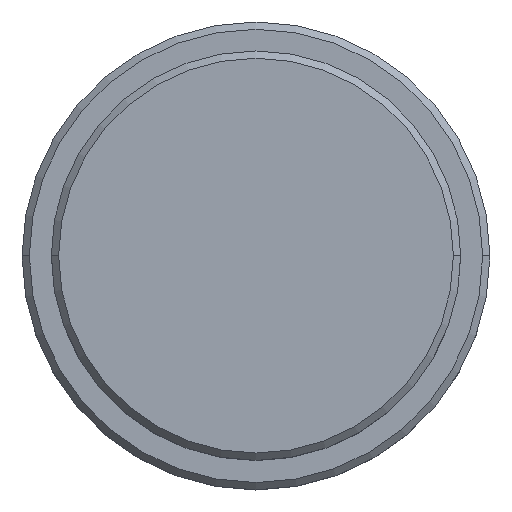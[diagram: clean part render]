
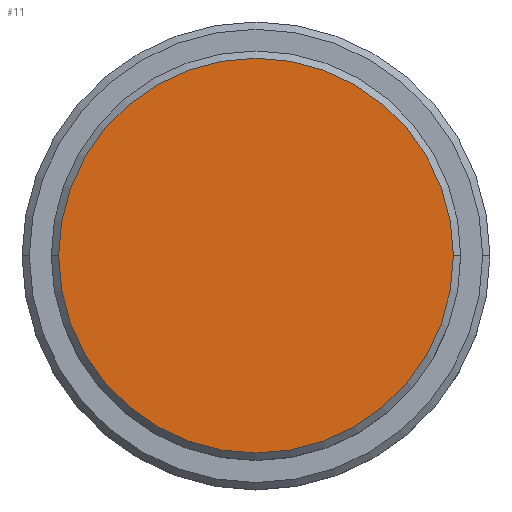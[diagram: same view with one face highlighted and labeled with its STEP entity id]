
A CAD part, top view. The second image highlights one B-rep face of the part: STEP entity #11.
In plain terms, the highlighted planar face has unit normal (0, 0, 1).
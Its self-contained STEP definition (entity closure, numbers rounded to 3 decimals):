
#11 = ADVANCED_FACE ( 'NONE', ( #354 ), #1247, .T. ) ;
#168 = AXIS2_PLACEMENT_3D ( 'NONE', #363, #803, #557 ) ;
#212 = CARTESIAN_POINT ( 'NONE',  ( -13.5, 0., 0. ) ) ;
#245 = DIRECTION ( 'NONE',  ( 1., 0., 0. ) ) ;
#352 = EDGE_LOOP ( 'NONE', ( #1182, #421 ) ) ;
#354 = FACE_OUTER_BOUND ( 'NONE', #352, .T. ) ;
#363 = CARTESIAN_POINT ( 'NONE',  ( 0., 0., 0. ) ) ;
#378 = CARTESIAN_POINT ( 'NONE',  ( 0., 0., 0. ) ) ;
#403 = EDGE_CURVE ( 'NONE', #1369, #747, #850, .T. ) ;
#413 = AXIS2_PLACEMENT_3D ( 'NONE', #378, #457, #245 ) ;
#421 = ORIENTED_EDGE ( 'NONE', *, *, #403, .T. ) ;
#432 = CARTESIAN_POINT ( 'NONE',  ( 0., 0., 0. ) ) ;
#457 = DIRECTION ( 'NONE',  ( 0., 0., 1. ) ) ;
#537 = EDGE_CURVE ( 'NONE', #747, #1369, #775, .T. ) ;
#549 = AXIS2_PLACEMENT_3D ( 'NONE', #432, #743, #1200 ) ;
#557 = DIRECTION ( 'NONE',  ( 1., 0., 0. ) ) ;
#743 = DIRECTION ( 'NONE',  ( 0., 0., 1. ) ) ;
#747 = VERTEX_POINT ( 'NONE', #212 ) ;
#775 = CIRCLE ( 'NONE', #168, 13.5 ) ;
#803 = DIRECTION ( 'NONE',  ( 0., 0., 1. ) ) ;
#840 = CARTESIAN_POINT ( 'NONE',  ( 13.5, 0., 0. ) ) ;
#850 = CIRCLE ( 'NONE', #549, 13.5 ) ;
#1182 = ORIENTED_EDGE ( 'NONE', *, *, #537, .T. ) ;
#1200 = DIRECTION ( 'NONE',  ( 1., 0., 0. ) ) ;
#1247 = PLANE ( 'NONE',  #413 ) ;
#1369 = VERTEX_POINT ( 'NONE', #840 ) ;
